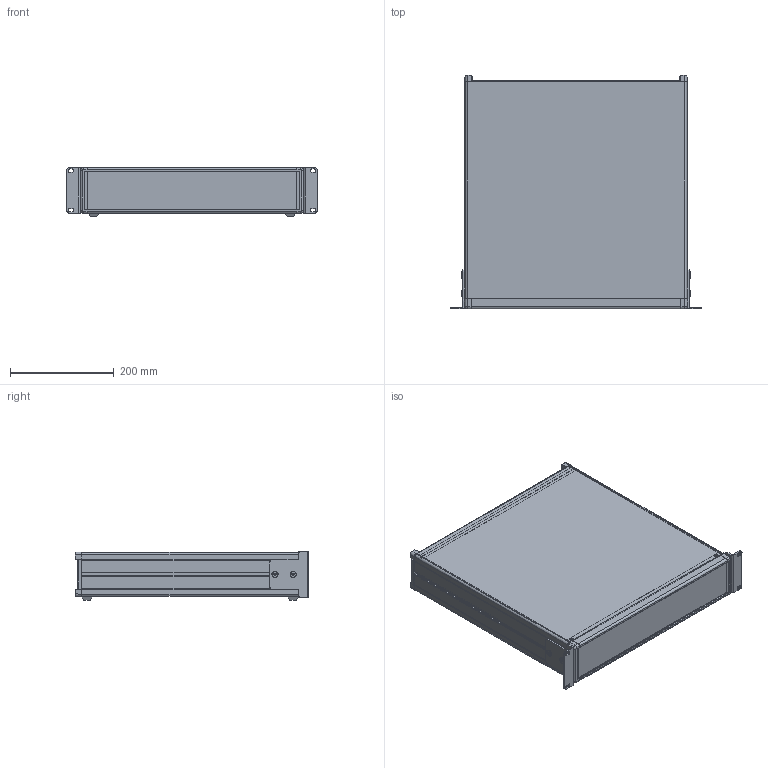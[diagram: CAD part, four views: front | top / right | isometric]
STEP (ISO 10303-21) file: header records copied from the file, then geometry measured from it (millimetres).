
FILE_DESCRIPTION(/* description */ (''),/* implementation_level */ '2;1');
FILE_NAME(/* name */ 'mor88-43-45.stp',/* time_stamp */ '2018-02-09T13:46:58+09:00',/* author */ ('TK100'),/* organization */ (''),/* preprocessor_version */ 'ST-DEVELOPER v16.5',/* originating_system */ 'Autodesk Inventor 2017',/* authorisation */ '');
FILE_SCHEMA (('AUTOMOTIVE_DESIGN { 1 0 10303 214 3 1 1 }'));
Length unit declared in the file: millimetre
Products named in the file (19): mor88-04; msff-06; msk-88; msp(front)-12; JIS B 1111 (H) - M4x6 - CU2 - H; mss88-05; msf(rear)-06; msp(rear)-12; JIS B 1111 - A M4 x 8 - H; msrf-88; mot-22; JIS B 1111 - M4x10; ｺﾞﾑ足; mz-5; mz(ﾎﾙﾀﾞｰ); JIS B 1181 - A/B M5; msm-88; msm-88_1; JIS B 1111 - M5x10
Assembly tree (45 placements, depth 3):
  mor88-04
    msff-06  x2
    msk-88  x2
    msp(front)-12
    JIS B 1111 (H) - M4x6 - CU2 - H  x4
    mss88-05  x2
    JIS B 1111 - A M4 x 8 - H  x8
    msf(rear)-06  x2
    msp(rear)-12
    msrf-88  x2
    mot-22  x2
    JIS B 1111 - M4x10  x4
    ｺﾞﾑ足  x4
    mz-5  x4
      mz(ﾎﾙﾀﾞｰ)
      JIS B 1181 - A/B M5
    msm-88  x2
      msm-88_1
      JIS B 1111 - M5x10
Bounding box: 482.6 x 450 x 94.1 mm (x, y, z)
Volume: 1111203.8 mm3; surface area: 1356000.6 mm2
Topology: 48 solids, 48 shells, 1972 faces, 5182 edges, 3304 vertices
Faces by surface type: plane 1024, cylinder 596, cone 192, torus 80, bspline 40, sphere 40
Full cylindrical faces by diameter (mm): 3.242 x8, 3.3 x4, 3.475 x4, 3.571 x8, 4 x16, 4.134 x4, 4.2 x8, 4.5 x12, 5 x8, 5.1 x4, 5.2 x4, 5.5 x4, 5.8 x4, 10 x4, 12 x4
Entity records: 24294 total; most frequent: CARTESIAN_POINT 4841, DIRECTION 4034, ORIENTED_EDGE 3804, EDGE_CURVE 1902, AXIS2_PLACEMENT_3D 1424, VERTEX_POINT 1245, LINE 1186, VECTOR 1186
